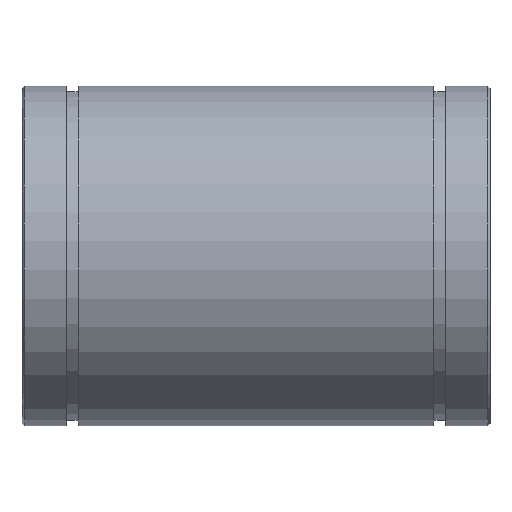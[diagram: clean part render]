
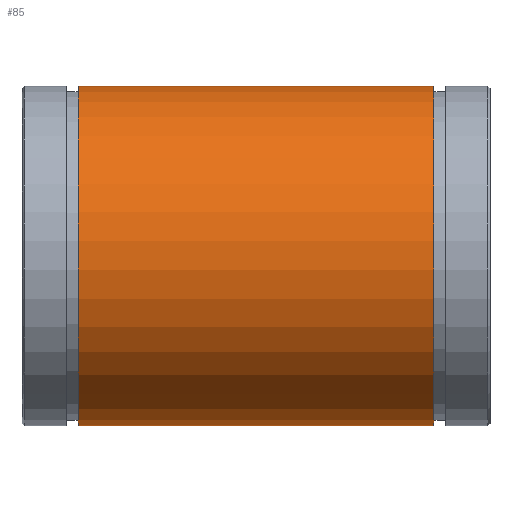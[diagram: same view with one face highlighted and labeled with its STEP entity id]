
A CAD part, top view. The second image highlights one B-rep face of the part: STEP entity #85.
In plain terms, the highlighted cylindrical face has radius 60 mm (diameter 120 mm), a partial arc.
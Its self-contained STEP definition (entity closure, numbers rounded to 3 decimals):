
#85 = ADVANCED_FACE( '', ( #171 ), #172, .T. );
#171 = FACE_OUTER_BOUND( '', #257, .T. );
#172 = CYLINDRICAL_SURFACE( '', #258, 60. );
#257 = EDGE_LOOP( '', ( #384, #385, #386, #387 ) );
#258 = AXIS2_PLACEMENT_3D( '', #388, #389, #390 );
#384 = ORIENTED_EDGE( '', *, *, #576, .T. );
#385 = ORIENTED_EDGE( '', *, *, #585, .F. );
#386 = ORIENTED_EDGE( '', *, *, #586, .F. );
#387 = ORIENTED_EDGE( '', *, *, #543, .T. );
#388 = CARTESIAN_POINT( '', ( 165., 0., 0. ) );
#389 = DIRECTION( '', ( -1., 0., 0. ) );
#390 = DIRECTION( '', ( 0., 0., -1. ) );
#543 = EDGE_CURVE( '', #638, #636, #639, .T. );
#576 = EDGE_CURVE( '', #636, #694, #696, .T. );
#585 = EDGE_CURVE( '', #708, #694, #709, .T. );
#586 = EDGE_CURVE( '', #638, #708, #710, .T. );
#636 = VERTEX_POINT( '', #773 );
#638 = VERTEX_POINT( '', #776 );
#639 = LINE( '', #777, #778 );
#694 = VERTEX_POINT( '', #857 );
#696 = CIRCLE( '', #860, 60. );
#708 = VERTEX_POINT( '', #874 );
#709 = LINE( '', #875, #876 );
#710 = CIRCLE( '', #877, 60. );
#773 = CARTESIAN_POINT( '', ( 19.8, -14.075, -58.326 ) );
#776 = CARTESIAN_POINT( '', ( 145.2, -14.075, -58.326 ) );
#777 = CARTESIAN_POINT( '', ( 165., -14.075, -58.326 ) );
#778 = VECTOR( '', #952, 1000. );
#857 = CARTESIAN_POINT( '', ( 19.8, -16.973, -57.549 ) );
#860 = AXIS2_PLACEMENT_3D( '', #993, #994, #995 );
#874 = CARTESIAN_POINT( '', ( 145.2, -16.973, -57.549 ) );
#875 = CARTESIAN_POINT( '', ( 165., -16.973, -57.549 ) );
#876 = VECTOR( '', #1007, 1000. );
#877 = AXIS2_PLACEMENT_3D( '', #1008, #1009, #1010 );
#952 = DIRECTION( '', ( -1., 0., 0. ) );
#993 = CARTESIAN_POINT( '', ( 19.8, 0., 0. ) );
#994 = DIRECTION( '', ( 1., 0., 0. ) );
#995 = DIRECTION( '', ( 0., 0., -1. ) );
#1007 = DIRECTION( '', ( -1., 0., 0. ) );
#1008 = CARTESIAN_POINT( '', ( 145.2, 0., 0. ) );
#1009 = DIRECTION( '', ( 1., 0., 0. ) );
#1010 = DIRECTION( '', ( 0., 0., -1. ) );
